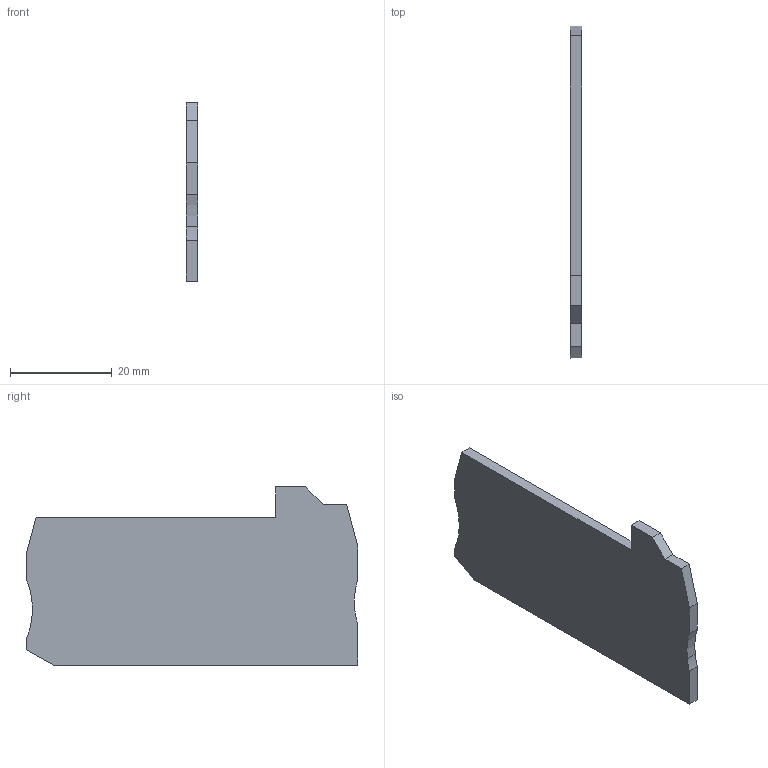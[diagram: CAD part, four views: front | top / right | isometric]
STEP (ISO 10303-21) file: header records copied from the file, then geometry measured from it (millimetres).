
FILE_DESCRIPTION(('STEP AP214'),'1');
FILE_NAME('cctmp_09A4CDA5-BD15-4798-BB07-45ED5C8ECE3A_2023_07_24_21_51_22_0104..stp','2023-07-24T19:51:22',('SIEMENS A&D'),('CADClick - www.CADClick.com'),'Spatial InterOp 3D postprocessed',' ','unknown authorization');
FILE_SCHEMA(('AUTOMOTIVE_DESIGN'));
Length unit declared in the file: millimetre
Products named in the file (1): 2023_07_24_21_51_22_0104
Bounding box: 2.2 x 65.25 x 35.05 mm (x, y, z)
Volume: 4232.8 mm3; surface area: 4273 mm2
Topology: 1 solids, 1 shells, 19 faces, 51 edges, 34 vertices
Faces by surface type: plane 15, cylinder 4
Entity records: 674 total; most frequent: CARTESIAN_POINT 105, ORIENTED_EDGE 102, DIRECTION 99, EDGE_CURVE 51, LINE 43, VECTOR 43, VERTEX_POINT 34, AXIS2_PLACEMENT_3D 28
